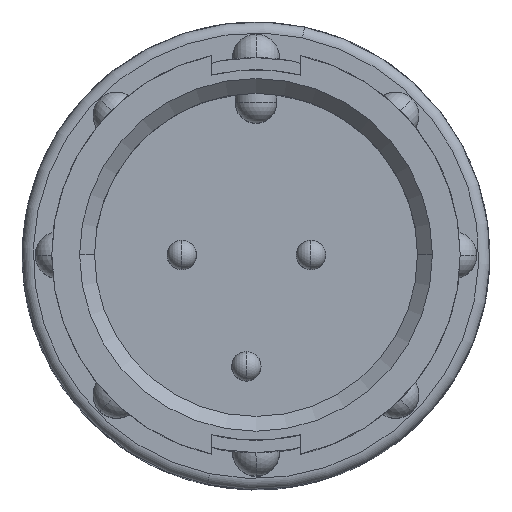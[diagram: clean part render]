
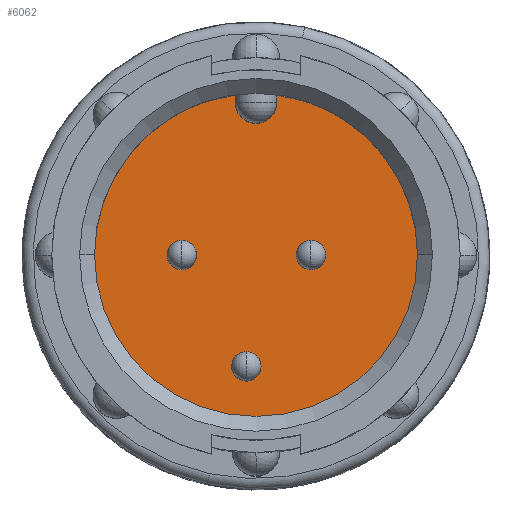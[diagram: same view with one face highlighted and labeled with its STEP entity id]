
A CAD part, top view. The second image highlights one B-rep face of the part: STEP entity #6062.
In plain terms, the highlighted planar face has unit normal (0, 0, 1).
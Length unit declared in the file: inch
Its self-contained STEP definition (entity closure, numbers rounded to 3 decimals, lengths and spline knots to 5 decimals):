
#49 = CARTESIAN_POINT ( 'NONE',  ( 0.00674, -0.1499, -0.31 ) ) ;
#138 = CIRCLE ( 'NONE', #8909, 0.2175 ) ;
#140 = DIRECTION ( 'NONE',  ( 0., 0., 1. ) ) ;
#222 = CARTESIAN_POINT ( 'NONE',  ( 0.028, 0.2055, -0.31 ) ) ;
#269 = CARTESIAN_POINT ( 'NONE',  ( 0.2175, 0., -0.31 ) ) ;
#356 = ORIENTED_EDGE ( 'NONE', *, *, #5935, .T. ) ;
#484 = EDGE_CURVE ( 'NONE', #801, #6310, #5881, .T. ) ;
#547 = CIRCLE ( 'NONE', #8169, 0.01974 ) ;
#592 = CARTESIAN_POINT ( 'NONE',  ( -0.1, 0.0001, -0.31 ) ) ;
#694 = CIRCLE ( 'NONE', #4121, 0.01974 ) ;
#700 = EDGE_CURVE ( 'NONE', #7707, #3621, #6887, .T. ) ;
#801 = VERTEX_POINT ( 'NONE', #1114 ) ;
#918 = CARTESIAN_POINT ( 'NONE',  ( 0.09374, 0.0001, -0.31 ) ) ;
#1052 = ORIENTED_EDGE ( 'NONE', *, *, #6100, .T. ) ;
#1102 = CIRCLE ( 'NONE', #6959, 0.2175 ) ;
#1114 = CARTESIAN_POINT ( 'NONE',  ( 0.05426, 0.0001, -0.31 ) ) ;
#1116 = CARTESIAN_POINT ( 'NONE',  ( 0., 0.2055, -0.31 ) ) ;
#1293 = DIRECTION ( 'NONE',  ( 1., 0., 0. ) ) ;
#1334 = EDGE_LOOP ( 'NONE', ( #7383, #8765 ) ) ;
#1476 = DIRECTION ( 'NONE',  ( 0., 0., -1. ) ) ;
#1614 = EDGE_LOOP ( 'NONE', ( #8006, #3743 ) ) ;
#1977 = CARTESIAN_POINT ( 'NONE',  ( -0.1, 0.0001, -0.31 ) ) ;
#2044 = CIRCLE ( 'NONE', #3085, 0.01974 ) ;
#2391 = CARTESIAN_POINT ( 'NONE',  ( -0.08026, 0.0001, -0.31 ) ) ;
#2488 = VERTEX_POINT ( 'NONE', #4908 ) ;
#2532 = DIRECTION ( 'NONE',  ( 1., 0., 0. ) ) ;
#2540 = CARTESIAN_POINT ( 'NONE',  ( -0.013, -0.1499, -0.31 ) ) ;
#2598 = DIRECTION ( 'NONE',  ( 0., 0., 1. ) ) ;
#2652 = DIRECTION ( 'NONE',  ( 0., 0., 1. ) ) ;
#2697 = DIRECTION ( 'NONE',  ( 1., 0., 0. ) ) ;
#2921 = EDGE_CURVE ( 'NONE', #3890, #6421, #7560, .T. ) ;
#2935 = AXIS2_PLACEMENT_3D ( 'NONE', #2540, #7543, #3246 ) ;
#2989 = FACE_BOUND ( 'NONE', #1614, .T. ) ;
#3085 = AXIS2_PLACEMENT_3D ( 'NONE', #8077, #3769, #8783 ) ;
#3246 = DIRECTION ( 'NONE',  ( 1., 0., 0. ) ) ;
#3253 = VERTEX_POINT ( 'NONE', #7566 ) ;
#3403 = EDGE_CURVE ( 'NONE', #3896, #3924, #547, .T. ) ;
#3563 = CARTESIAN_POINT ( 'NONE',  ( -0.028, 0.2055, -0.31 ) ) ;
#3573 = AXIS2_PLACEMENT_3D ( 'NONE', #5737, #1476, #6467 ) ;
#3621 = VERTEX_POINT ( 'NONE', #6459 ) ;
#3629 = AXIS2_PLACEMENT_3D ( 'NONE', #4381, #140, #5109 ) ;
#3665 = VECTOR ( 'NONE', #8036, 39.37008 ) ;
#3743 = ORIENTED_EDGE ( 'NONE', *, *, #8791, .F. ) ;
#3760 = LINE ( 'NONE', #3563, #7279 ) ;
#3767 = DIRECTION ( 'NONE',  ( 0., 0., 1. ) ) ;
#3769 = DIRECTION ( 'NONE',  ( 0., 0., 1. ) ) ;
#3817 = CARTESIAN_POINT ( 'NONE',  ( -0.11974, 0.0001, -0.31 ) ) ;
#3868 = LINE ( 'NONE', #7312, #3665 ) ;
#3890 = VERTEX_POINT ( 'NONE', #269 ) ;
#3896 = VERTEX_POINT ( 'NONE', #3817 ) ;
#3924 = VERTEX_POINT ( 'NONE', #2391 ) ;
#3984 = CARTESIAN_POINT ( 'NONE',  ( -0.013, -0.1499, -0.31 ) ) ;
#3993 = EDGE_CURVE ( 'NONE', #3621, #7707, #8231, .T. ) ;
#4121 = AXIS2_PLACEMENT_3D ( 'NONE', #592, #5553, #1293 ) ;
#4221 = ORIENTED_EDGE ( 'NONE', *, *, #8033, .F. ) ;
#4279 = DIRECTION ( 'NONE',  ( 0., 1., 0. ) ) ;
#4381 = CARTESIAN_POINT ( 'NONE',  ( 0.074, 0.0001, -0.31 ) ) ;
#4559 = ORIENTED_EDGE ( 'NONE', *, *, #3403, .F. ) ;
#4695 = DIRECTION ( 'NONE',  ( 1., 0., 0. ) ) ;
#4701 = EDGE_CURVE ( 'NONE', #8992, #3890, #138, .T. ) ;
#4795 = CARTESIAN_POINT ( 'NONE',  ( -0.2175, 0., -0.31 ) ) ;
#4827 = CIRCLE ( 'NONE', #3573, 0.028 ) ;
#4902 = FACE_BOUND ( 'NONE', #1334, .T. ) ;
#4908 = CARTESIAN_POINT ( 'NONE',  ( -0.028, 0.2055, -0.31 ) ) ;
#5109 = DIRECTION ( 'NONE',  ( 1., 0., 0. ) ) ;
#5127 = FACE_OUTER_BOUND ( 'NONE', #8433, .T. ) ;
#5451 = ORIENTED_EDGE ( 'NONE', *, *, #8537, .T. ) ;
#5553 = DIRECTION ( 'NONE',  ( 0., 0., 1. ) ) ;
#5737 = CARTESIAN_POINT ( 'NONE',  ( 0., 0.2055, -0.31 ) ) ;
#5771 = VERTEX_POINT ( 'NONE', #222 ) ;
#5881 = CIRCLE ( 'NONE', #3629, 0.01974 ) ;
#5935 = EDGE_CURVE ( 'NONE', #6421, #5771, #3868, .T. ) ;
#5949 = AXIS2_PLACEMENT_3D ( 'NONE', #8075, #3767, #8781 ) ;
#6062 = ADVANCED_FACE ( 'NONE', ( #4902, #5127, #8706, #2989 ), #8911, .T. ) ;
#6100 = EDGE_CURVE ( 'NONE', #3253, #8992, #1102, .T. ) ;
#6310 = VERTEX_POINT ( 'NONE', #918 ) ;
#6359 = ORIENTED_EDGE ( 'NONE', *, *, #6470, .T. ) ;
#6421 = VERTEX_POINT ( 'NONE', #7768 ) ;
#6459 = CARTESIAN_POINT ( 'NONE',  ( -0.03274, -0.1499, -0.31 ) ) ;
#6467 = DIRECTION ( 'NONE',  ( 1., 0., 0. ) ) ;
#6470 = EDGE_CURVE ( 'NONE', #2488, #3253, #3760, .T. ) ;
#6619 = AXIS2_PLACEMENT_3D ( 'NONE', #3984, #9001, #4695 ) ;
#6822 = DIRECTION ( 'NONE',  ( 0., 0., 1. ) ) ;
#6887 = CIRCLE ( 'NONE', #6619, 0.01974 ) ;
#6892 = CARTESIAN_POINT ( 'NONE',  ( 0., 0., -0.31 ) ) ;
#6943 = CARTESIAN_POINT ( 'NONE',  ( 0., 0., -0.31 ) ) ;
#6959 = AXIS2_PLACEMENT_3D ( 'NONE', #6892, #2598, #7607 ) ;
#6992 = DIRECTION ( 'NONE',  ( 0., 0., 1. ) ) ;
#6993 = AXIS2_PLACEMENT_3D ( 'NONE', #1116, #6822, #2532 ) ;
#7279 = VECTOR ( 'NONE', #4279, 39.37008 ) ;
#7312 = CARTESIAN_POINT ( 'NONE',  ( 0.028, 0.21569, -0.31 ) ) ;
#7383 = ORIENTED_EDGE ( 'NONE', *, *, #3993, .F. ) ;
#7543 = DIRECTION ( 'NONE',  ( 0., 0., 1. ) ) ;
#7560 = CIRCLE ( 'NONE', #5949, 0.2175 ) ;
#7566 = CARTESIAN_POINT ( 'NONE',  ( -0.028, 0.21569, -0.31 ) ) ;
#7607 = DIRECTION ( 'NONE',  ( 1., 0., 0. ) ) ;
#7661 = DIRECTION ( 'NONE',  ( 1., 0., 0. ) ) ;
#7707 = VERTEX_POINT ( 'NONE', #49 ) ;
#7768 = CARTESIAN_POINT ( 'NONE',  ( 0.028, 0.21569, -0.31 ) ) ;
#7821 = EDGE_LOOP ( 'NONE', ( #4559, #4221 ) ) ;
#8006 = ORIENTED_EDGE ( 'NONE', *, *, #484, .F. ) ;
#8033 = EDGE_CURVE ( 'NONE', #3924, #3896, #694, .T. ) ;
#8036 = DIRECTION ( 'NONE',  ( 0., -1., 0. ) ) ;
#8075 = CARTESIAN_POINT ( 'NONE',  ( 0., 0., -0.31 ) ) ;
#8077 = CARTESIAN_POINT ( 'NONE',  ( 0.074, 0.0001, -0.31 ) ) ;
#8169 = AXIS2_PLACEMENT_3D ( 'NONE', #1977, #6992, #2697 ) ;
#8231 = CIRCLE ( 'NONE', #2935, 0.01974 ) ;
#8433 = EDGE_LOOP ( 'NONE', ( #5451, #6359, #1052, #8542, #8442, #356 ) ) ;
#8442 = ORIENTED_EDGE ( 'NONE', *, *, #2921, .T. ) ;
#8537 = EDGE_CURVE ( 'NONE', #5771, #2488, #4827, .T. ) ;
#8542 = ORIENTED_EDGE ( 'NONE', *, *, #4701, .T. ) ;
#8706 = FACE_BOUND ( 'NONE', #7821, .T. ) ;
#8765 = ORIENTED_EDGE ( 'NONE', *, *, #700, .F. ) ;
#8781 = DIRECTION ( 'NONE',  ( 1., 0., 0. ) ) ;
#8783 = DIRECTION ( 'NONE',  ( 1., 0., 0. ) ) ;
#8791 = EDGE_CURVE ( 'NONE', #6310, #801, #2044, .T. ) ;
#8909 = AXIS2_PLACEMENT_3D ( 'NONE', #6943, #2652, #7661 ) ;
#8911 = PLANE ( 'NONE',  #6993 ) ;
#8992 = VERTEX_POINT ( 'NONE', #4795 ) ;
#9001 = DIRECTION ( 'NONE',  ( 0., 0., 1. ) ) ;
